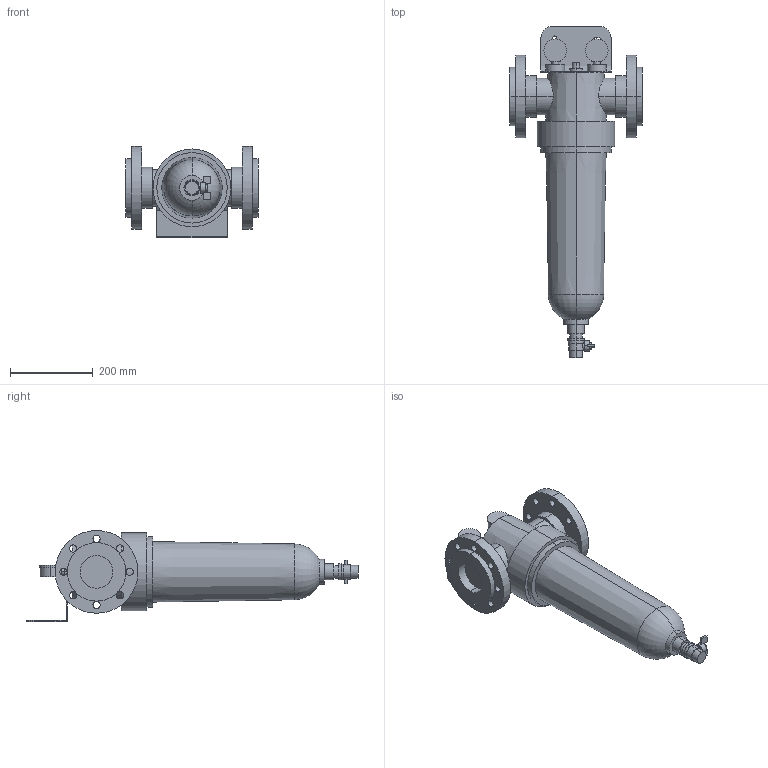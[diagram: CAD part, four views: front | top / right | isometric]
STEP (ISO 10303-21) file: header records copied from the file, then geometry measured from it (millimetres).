
FILE_DESCRIPTION (( 'STEP AP214' ), '1' );
FILE_NAME ('Cintropur NW800 Web Light.STEP', '2018-03-09T15:23:49', ( '' ), ( '' ), 'SwSTEP 2.0', 'SolidWorks 2018', '' );
FILE_SCHEMA (( 'AUTOMOTIVE_DESIGN' ));
Length unit declared in the file: millimetre
Products named in the file (1): Cintropur NW800 Web Light
Bounding box: 319 x 802 x 220 mm (x, y, z)
Volume: 12623590 mm3; surface area: 621834.3 mm2
Topology: 1 solids, 1 shells, 197 faces, 488 edges, 322 vertices
Faces by surface type: cylinder 118, plane 73, cone 4, torus 2
Entity records: 8389 total; most frequent: CARTESIAN_POINT 1559, DIRECTION 1118, ORIENTED_EDGE 976, EDGE_CURVE 488, AXIS2_PLACEMENT_3D 448, VERTEX_POINT 322, EDGE_LOOP 266, CIRCLE 250
